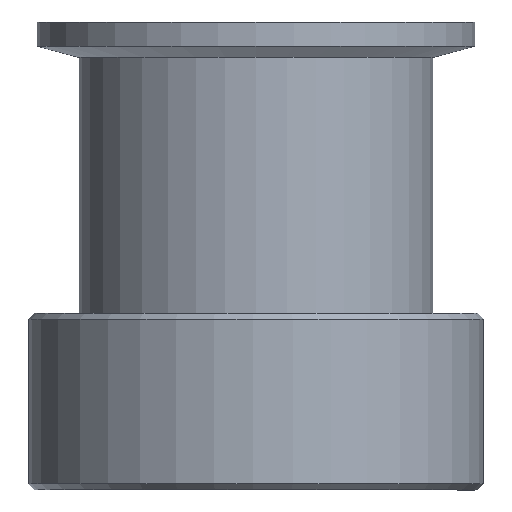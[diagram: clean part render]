
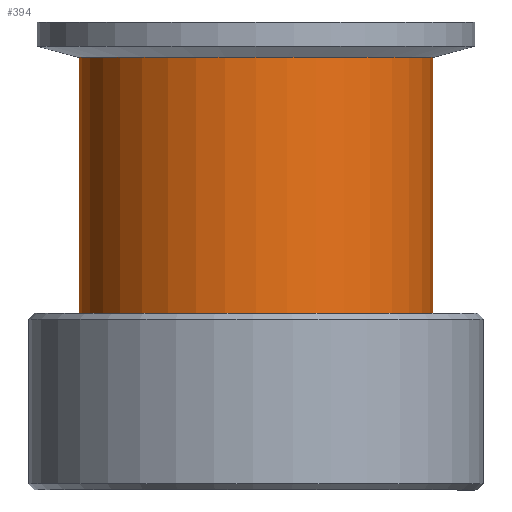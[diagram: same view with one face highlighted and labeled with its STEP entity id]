
A CAD part, front view. The second image highlights one B-rep face of the part: STEP entity #394.
In plain terms, the highlighted cylindrical face has radius 22.225 mm (diameter 44.45 mm), a full revolution.
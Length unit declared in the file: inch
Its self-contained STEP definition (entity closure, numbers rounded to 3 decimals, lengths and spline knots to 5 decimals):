
#34=CYLINDRICAL_SURFACE('',#464,0.875);
#56=FACE_BOUND('',#133,.T.);
#88=FACE_OUTER_BOUND('',#132,.T.);
#132=EDGE_LOOP('',(#303));
#133=EDGE_LOOP('',(#304));
#187=CIRCLE('',#463,0.875);
#188=CIRCLE('',#465,0.875);
#222=VERTEX_POINT('',#682);
#223=VERTEX_POINT('',#685);
#257=EDGE_CURVE('',#222,#222,#187,.T.);
#258=EDGE_CURVE('',#223,#223,#188,.T.);
#303=ORIENTED_EDGE('',*,*,#258,.T.);
#304=ORIENTED_EDGE('',*,*,#257,.F.);
#394=ADVANCED_FACE('',(#88,#56),#34,.T.);
#463=AXIS2_PLACEMENT_3D('',#683,#559,#560);
#464=AXIS2_PLACEMENT_3D('',#684,#561,#562);
#465=AXIS2_PLACEMENT_3D('',#686,#563,#564);
#559=DIRECTION('center_axis',(0.,0.,1.));
#560=DIRECTION('ref_axis',(-1.,0.,0.));
#561=DIRECTION('center_axis',(0.,0.,-1.));
#562=DIRECTION('ref_axis',(-1.,0.,0.));
#563=DIRECTION('center_axis',(0.,0.,1.));
#564=DIRECTION('ref_axis',(-1.,0.,0.));
#682=CARTESIAN_POINT('',(0.875,0.,0.05));
#683=CARTESIAN_POINT('Origin',(0.,0.,0.05));
#684=CARTESIAN_POINT('Origin',(0.,0.,0.05));
#685=CARTESIAN_POINT('',(0.875,0.,-1.325));
#686=CARTESIAN_POINT('Origin',(0.,0.,-1.325));
